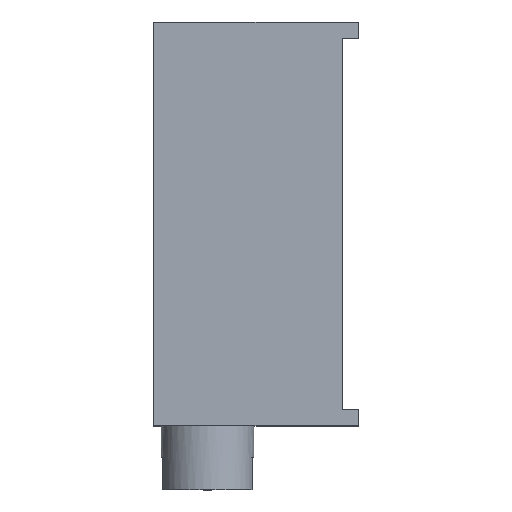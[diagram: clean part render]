
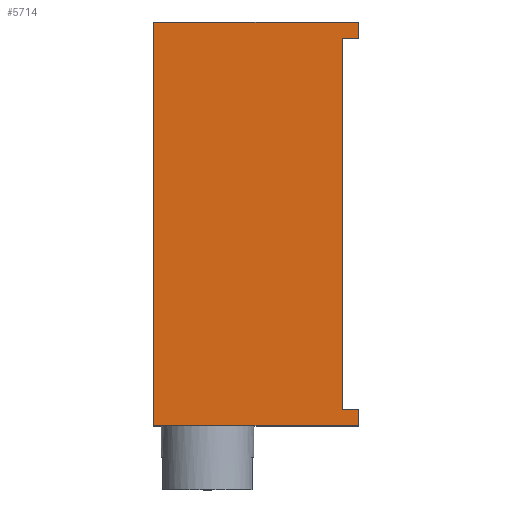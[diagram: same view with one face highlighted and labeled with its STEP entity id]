
A CAD part, top view. The second image highlights one B-rep face of the part: STEP entity #5714.
In plain terms, the highlighted planar face has unit normal (0, 0, 1).
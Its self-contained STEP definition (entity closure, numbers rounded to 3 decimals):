
#592=FACE_OUTER_BOUND('',#915,.T.);
#915=EDGE_LOOP('',(#5188,#5189,#5190,#5191,#5192,#5193,#5194,#5195));
#1101=LINE('',#8772,#1627);
#1401=LINE('',#10499,#1927);
#1405=LINE('',#10507,#1931);
#1410=LINE('',#10518,#1936);
#1414=LINE('',#10526,#1940);
#1419=LINE('',#10535,#1945);
#1445=LINE('',#10584,#1971);
#1446=LINE('',#10586,#1972);
#1627=VECTOR('',#6181,10.);
#1927=VECTOR('',#6675,10.);
#1931=VECTOR('',#6681,10.);
#1936=VECTOR('',#6690,10.);
#1940=VECTOR('',#6696,10.);
#1945=VECTOR('',#6705,10.);
#1971=VECTOR('',#6749,10.);
#1972=VECTOR('',#6752,10.);
#2398=VERTEX_POINT('',#8769);
#2399=VERTEX_POINT('',#8771);
#2690=VERTEX_POINT('',#10497);
#2691=VERTEX_POINT('',#10498);
#2694=VERTEX_POINT('',#10506);
#2697=VERTEX_POINT('',#10516);
#2698=VERTEX_POINT('',#10517);
#2701=VERTEX_POINT('',#10525);
#3066=EDGE_CURVE('',#2399,#2398,#1101,.T.);
#3502=EDGE_CURVE('',#2690,#2691,#1401,.T.);
#3506=EDGE_CURVE('',#2694,#2690,#1405,.T.);
#3511=EDGE_CURVE('',#2697,#2698,#1410,.T.);
#3515=EDGE_CURVE('',#2701,#2697,#1414,.T.);
#3520=EDGE_CURVE('',#2701,#2691,#1419,.T.);
#3546=EDGE_CURVE('',#2398,#2698,#1445,.T.);
#3547=EDGE_CURVE('',#2399,#2694,#1446,.T.);
#5188=ORIENTED_EDGE('',*,*,#3066,.T.);
#5189=ORIENTED_EDGE('',*,*,#3546,.T.);
#5190=ORIENTED_EDGE('',*,*,#3511,.F.);
#5191=ORIENTED_EDGE('',*,*,#3515,.F.);
#5192=ORIENTED_EDGE('',*,*,#3520,.T.);
#5193=ORIENTED_EDGE('',*,*,#3502,.F.);
#5194=ORIENTED_EDGE('',*,*,#3506,.F.);
#5195=ORIENTED_EDGE('',*,*,#3547,.F.);
#5401=PLANE('',#5903);
#5714=ADVANCED_FACE('',(#592),#5401,.T.);
#5903=AXIS2_PLACEMENT_3D('',#10588,#6755,#6756);
#6181=DIRECTION('',(0.,-1.,0.));
#6675=DIRECTION('',(-1.,0.,0.));
#6681=DIRECTION('',(0.,-1.,0.));
#6690=DIRECTION('',(0.,-1.,0.));
#6696=DIRECTION('',(1.,0.,0.));
#6705=DIRECTION('',(0.,1.,0.));
#6749=DIRECTION('',(1.,0.,0.));
#6752=DIRECTION('',(1.,0.,0.));
#6755=DIRECTION('center_axis',(0.,0.,1.));
#6756=DIRECTION('ref_axis',(1.,0.,0.));
#8769=CARTESIAN_POINT('',(-2.415,-4.765,10.03));
#8771=CARTESIAN_POINT('',(-2.415,4.765,10.03));
#8772=CARTESIAN_POINT('',(-2.415,4.765,10.03));
#10497=CARTESIAN_POINT('',(2.415,4.385,10.03));
#10498=CARTESIAN_POINT('',(2.035,4.385,10.03));
#10499=CARTESIAN_POINT('',(2.13,4.385,10.03));
#10506=CARTESIAN_POINT('',(2.415,4.765,10.03));
#10507=CARTESIAN_POINT('',(2.415,2.193,10.03));
#10516=CARTESIAN_POINT('',(2.415,-4.385,10.03));
#10517=CARTESIAN_POINT('',(2.415,-4.765,10.03));
#10518=CARTESIAN_POINT('',(2.415,-2.383,10.03));
#10525=CARTESIAN_POINT('',(2.035,-4.385,10.03));
#10526=CARTESIAN_POINT('',(2.32,-4.385,10.03));
#10535=CARTESIAN_POINT('',(2.035,4.765,10.03));
#10584=CARTESIAN_POINT('',(-2.415,-4.765,10.03));
#10586=CARTESIAN_POINT('',(2.32,4.765,10.03));
#10588=CARTESIAN_POINT('Origin',(-0.19,0.,10.03));
